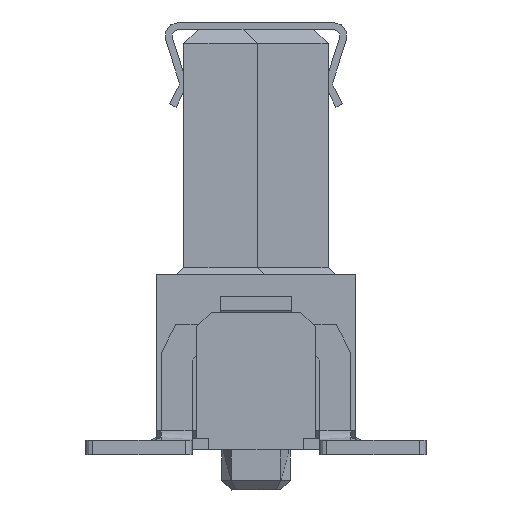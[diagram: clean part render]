
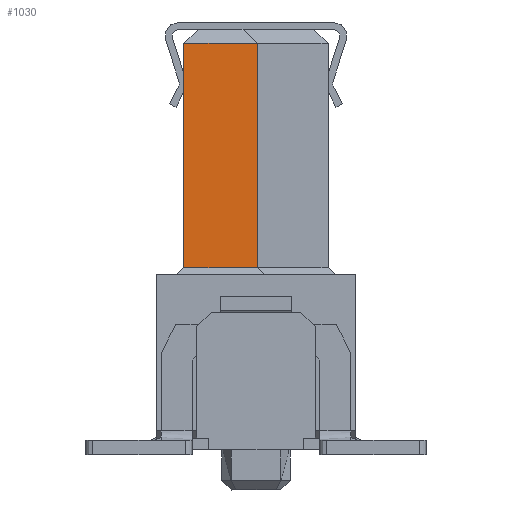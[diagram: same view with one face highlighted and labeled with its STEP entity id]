
A CAD part, left-side view. The second image highlights one B-rep face of the part: STEP entity #1030.
In plain terms, the highlighted planar face has unit normal (-1, 0, 0).
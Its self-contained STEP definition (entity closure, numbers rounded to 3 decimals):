
#936=CARTESIAN_POINT('',(-16.75,1.525,3.85));
#937=VERTEX_POINT('',#936);
#944=CARTESIAN_POINT('',(-16.75,1.525,8.6));
#945=VERTEX_POINT('',#944);
#946=CARTESIAN_POINT('',(-16.75,1.525,3.85));
#947=DIRECTION('',(0.,0.,1.));
#948=VECTOR('',#947,4.75);
#949=LINE('',#946,#948);
#950=EDGE_CURVE('',#937,#945,#949,.T.);
#1000=CARTESIAN_POINT('',(-16.75,0.,6.3));
#1001=DIRECTION('',(0.,-1.,0.));
#1002=DIRECTION('',(-1.,0.,0.));
#1003=AXIS2_PLACEMENT_3D('',#1000,#1002,#1001);
#1004=PLANE('',#1003);
#1005=CARTESIAN_POINT('',(-16.75,-0.025,3.85));
#1006=VERTEX_POINT('',#1005);
#1007=CARTESIAN_POINT('',(-16.75,1.525,3.85));
#1008=DIRECTION('',(0.,-1.,0.));
#1009=VECTOR('',#1008,1.55);
#1010=LINE('',#1007,#1009);
#1011=EDGE_CURVE('',#937,#1006,#1010,.T.);
#1012=ORIENTED_EDGE('',*,*,#1011,.T.);
#1013=CARTESIAN_POINT('',(-16.75,-0.025,8.6));
#1014=VERTEX_POINT('',#1013);
#1015=CARTESIAN_POINT('',(-16.75,-0.025,3.85));
#1016=DIRECTION('',(0.,0.,1.));
#1017=VECTOR('',#1016,4.75);
#1018=LINE('',#1015,#1017);
#1019=EDGE_CURVE('',#1006,#1014,#1018,.T.);
#1020=ORIENTED_EDGE('',*,*,#1019,.T.);
#1021=CARTESIAN_POINT('',(-16.75,-0.025,8.6));
#1022=DIRECTION('',(0.,1.,0.));
#1023=VECTOR('',#1022,1.55);
#1024=LINE('',#1021,#1023);
#1025=EDGE_CURVE('',#1014,#945,#1024,.T.);
#1026=ORIENTED_EDGE('',*,*,#1025,.T.);
#1027=ORIENTED_EDGE('',*,*,#950,.F.);
#1028=EDGE_LOOP('',(#1012,#1020,#1026,#1027));
#1029=FACE_OUTER_BOUND('',#1028,.T.);
#1030=ADVANCED_FACE('',(#1029),#1004,.T.);
